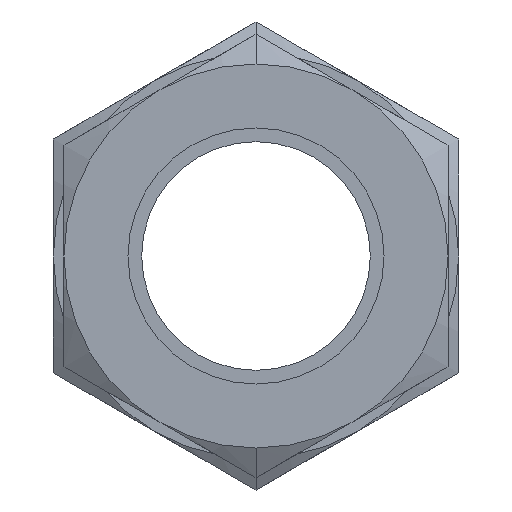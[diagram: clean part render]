
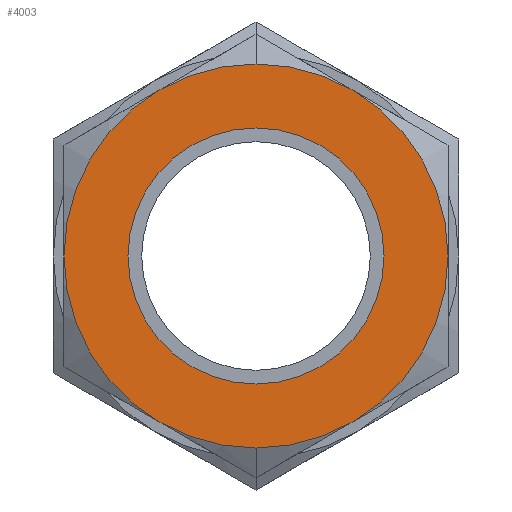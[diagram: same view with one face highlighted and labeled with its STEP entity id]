
A CAD part, left-side view. The second image highlights one B-rep face of the part: STEP entity #4003.
In plain terms, the highlighted planar face has unit normal (-1, 0, 0).
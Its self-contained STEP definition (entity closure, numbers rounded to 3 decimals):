
#17 = EDGE_CURVE ( 'NONE', #415, #8347, #6969, .T. ) ;
#166 = ORIENTED_EDGE ( 'NONE', *, *, #17, .T. ) ;
#415 = VERTEX_POINT ( 'NONE', #6425 ) ;
#457 = DIRECTION ( 'NONE',  ( 0., 0., 1. ) ) ;
#709 = AXIS2_PLACEMENT_3D ( 'NONE', #6059, #7545, #3178 ) ;
#1023 = EDGE_CURVE ( 'NONE', #5568, #4801, #7779, .T. ) ;
#1361 = EDGE_LOOP ( 'NONE', ( #8562, #4864 ) ) ;
#1372 = AXIS2_PLACEMENT_3D ( 'NONE', #9023, #5475, #2541 ) ;
#1885 = CARTESIAN_POINT ( 'NONE',  ( 0., 0., -19.05 ) ) ;
#2279 = EDGE_CURVE ( 'NONE', #8347, #415, #7277, .T. ) ;
#2293 = CIRCLE ( 'NONE', #1372, 28.575 ) ;
#2541 = DIRECTION ( 'NONE',  ( 0., 0., 1. ) ) ;
#2605 = AXIS2_PLACEMENT_3D ( 'NONE', #4945, #6382, #457 ) ;
#2847 = DIRECTION ( 'NONE',  ( 1., 0., 0. ) ) ;
#3178 = DIRECTION ( 'NONE',  ( 0., 0., -1. ) ) ;
#3521 = DIRECTION ( 'NONE',  ( 0., 0., -1. ) ) ;
#3855 = EDGE_CURVE ( 'NONE', #4801, #5568, #2293, .T. ) ;
#4003 = ADVANCED_FACE ( 'NONE', ( #5718, #4129 ), #7874, .T. ) ;
#4129 = FACE_OUTER_BOUND ( 'NONE', #1361, .T. ) ;
#4801 = VERTEX_POINT ( 'NONE', #6471 ) ;
#4864 = ORIENTED_EDGE ( 'NONE', *, *, #1023, .F. ) ;
#4945 = CARTESIAN_POINT ( 'NONE',  ( 0., 0., 14.287 ) ) ;
#5375 = DIRECTION ( 'NONE',  ( 1., 0., 0. ) ) ;
#5452 = CARTESIAN_POINT ( 'NONE',  ( 0., 0., -28.575 ) ) ;
#5475 = DIRECTION ( 'NONE',  ( 1., 0., 0. ) ) ;
#5527 = DIRECTION ( 'NONE',  ( 0., 0., 1. ) ) ;
#5568 = VERTEX_POINT ( 'NONE', #5452 ) ;
#5573 = CARTESIAN_POINT ( 'NONE',  ( 0., 0., 0. ) ) ;
#5593 = CARTESIAN_POINT ( 'NONE',  ( 0., 0., 0. ) ) ;
#5718 = FACE_BOUND ( 'NONE', #6531, .T. ) ;
#5960 = ORIENTED_EDGE ( 'NONE', *, *, #2279, .T. ) ;
#6059 = CARTESIAN_POINT ( 'NONE',  ( 0., 0., 0. ) ) ;
#6201 = AXIS2_PLACEMENT_3D ( 'NONE', #5593, #2847, #3521 ) ;
#6382 = DIRECTION ( 'NONE',  ( -1., 0., 0. ) ) ;
#6425 = CARTESIAN_POINT ( 'NONE',  ( 0., 0., 19.05 ) ) ;
#6471 = CARTESIAN_POINT ( 'NONE',  ( 0., 0., 28.575 ) ) ;
#6531 = EDGE_LOOP ( 'NONE', ( #5960, #166 ) ) ;
#6969 = CIRCLE ( 'NONE', #8187, 19.05 ) ;
#7277 = CIRCLE ( 'NONE', #6201, 19.05 ) ;
#7545 = DIRECTION ( 'NONE',  ( 1., 0., 0. ) ) ;
#7779 = CIRCLE ( 'NONE', #709, 28.575 ) ;
#7874 = PLANE ( 'NONE',  #2605 ) ;
#8187 = AXIS2_PLACEMENT_3D ( 'NONE', #5573, #5375, #5527 ) ;
#8347 = VERTEX_POINT ( 'NONE', #1885 ) ;
#8562 = ORIENTED_EDGE ( 'NONE', *, *, #3855, .F. ) ;
#9023 = CARTESIAN_POINT ( 'NONE',  ( 0., 0., 0. ) ) ;
